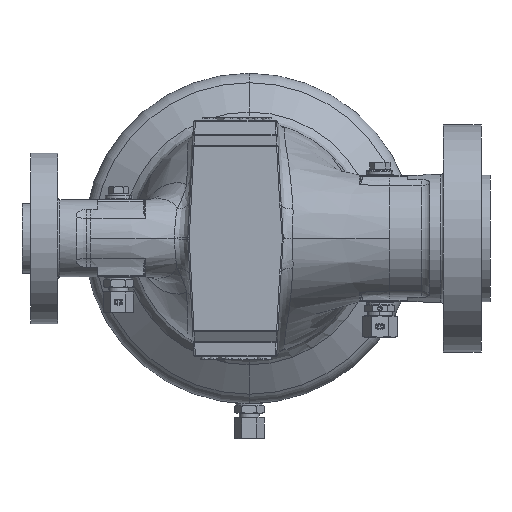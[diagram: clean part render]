
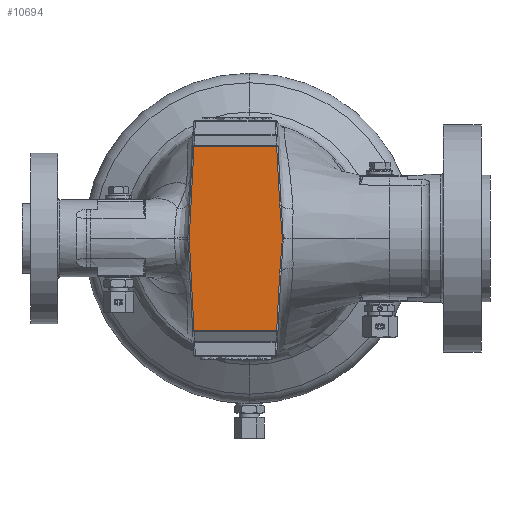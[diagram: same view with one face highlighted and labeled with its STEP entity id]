
A CAD part, front view. The second image highlights one B-rep face of the part: STEP entity #10694.
In plain terms, the highlighted planar face has unit normal (0, -1, 0).
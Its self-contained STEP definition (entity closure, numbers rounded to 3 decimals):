
#40 = ORIENTED_EDGE ( 'NONE', *, *, #18749, .T. ) ;
#303 = EDGE_CURVE ( 'Defeature ausgef�hrt1_297+Defeature ausgef�hrt1_175+Defeature ausgef�hrt1_300+Defeature ausgef�hrt1_306', #48378, #11674, #5764, .T. ) ;
#478 = CARTESIAN_POINT ( 'NONE',  ( 23.02, -46., 16.159 ) ) ;
#927 = CARTESIAN_POINT ( 'NONE',  ( 22.156, -46., -25.75 ) ) ;
#2096 = VERTEX_POINT ( 'NONE', #45260 ) ;
#2117 = VERTEX_POINT ( 'NONE', #3922 ) ;
#2645 = CARTESIAN_POINT ( 'NONE',  ( 22.313, -46., 24.051 ) ) ;
#3479 = LINE ( 'NONE', #50510, #45002 ) ;
#3712 = CARTESIAN_POINT ( 'NONE',  ( 22.313, -46., 24.051 ) ) ;
#3922 = CARTESIAN_POINT ( 'NONE',  ( -43.481, -46., -0.471 ) ) ;
#4663 = DIRECTION ( 'NONE',  ( -1., 0., 0. ) ) ;
#5159 = CARTESIAN_POINT ( 'NONE',  ( 20.008, -46., 66.733 ) ) ;
#5446 = ORIENTED_EDGE ( 'NONE', *, *, #28172, .F. ) ;
#5473 = AXIS2_PLACEMENT_3D ( 'NONE', #31501, #43678, #6632 ) ;
#5764 = LINE ( 'NONE', #37679, #48609 ) ;
#6632 = DIRECTION ( 'NONE',  ( 0., 0., 1. ) ) ;
#7747 = VERTEX_POINT ( 'NONE', #45375 ) ;
#7969 = ORIENTED_EDGE ( 'NONE', *, *, #303, .T. ) ;
#8527 = CARTESIAN_POINT ( 'NONE',  ( -40., -46., -66.733 ) ) ;
#8537 = CIRCLE ( 'NONE', #5473, 9. ) ;
#8617 = CARTESIAN_POINT ( 'NONE',  ( 22.516, -46., 22.08 ) ) ;
#8939 = DIRECTION ( 'NONE',  ( 0.052, 0., 0.999 ) ) ;
#9891 = VECTOR ( 'NONE', #13045, 1000. ) ;
#9930 = DIRECTION ( 'NONE',  ( -0.052, 0., -0.999 ) ) ;
#10694 = ADVANCED_FACE ( 'Defeature ausgef�hrt1_297', ( #48590 ), #47942, .F. ) ;
#11382 = VERTEX_POINT ( 'NONE', #49636 ) ;
#11674 = VERTEX_POINT ( 'NONE', #27163 ) ;
#11890 = ORIENTED_EDGE ( 'NONE', *, *, #19493, .T. ) ;
#12858 = CARTESIAN_POINT ( 'NONE',  ( 22.112, -46., -26.601 ) ) ;
#13039 = CARTESIAN_POINT ( 'NONE',  ( 22.313, -46., -24.051 ) ) ;
#13045 = DIRECTION ( 'NONE',  ( -0.052, 0., 0.999 ) ) ;
#13547 = VERTEX_POINT ( 'NONE', #46175 ) ;
#13756 = LINE ( 'NONE', #8527, #37137 ) ;
#14549 = VERTEX_POINT ( 'NONE', #27557 ) ;
#15660 = CARTESIAN_POINT ( 'NONE',  ( 23.17, -46., 14.184 ) ) ;
#16074 = LINE ( 'NONE', #46655, #42721 ) ;
#16165 = CARTESIAN_POINT ( 'NONE',  ( 24.056, -46., 0.344 ) ) ;
#16641 = ORIENTED_EDGE ( 'NONE', *, *, #44923, .T. ) ;
#16923 = CARTESIAN_POINT ( 'NONE',  ( 23.595, -46., 8.256 ) ) ;
#17217 = CARTESIAN_POINT ( 'NONE',  ( 22.112, -46., 26.601 ) ) ;
#17263 = CARTESIAN_POINT ( 'NONE',  ( 23.595, -46., -8.256 ) ) ;
#17322 = EDGE_CURVE ( 'Defeature ausgef�hrt1_297+Defeature ausgef�hrt1_309+Defeature ausgef�hrt1_323+Defeature ausgef�hrt1_296', #48071, #7747, #24149, .T. ) ;
#17724 = B_SPLINE_CURVE_WITH_KNOTS ( 'NONE', 3,
 ( #16165, #52580, #36359, #32013 ),
 .UNSPECIFIED., .F., .F.,
 ( 4, 4 ),
 ( 0., 0.001 ),
 .UNSPECIFIED. ) ;
#18337 = VERTEX_POINT ( 'NONE', #26189 ) ;
#18554 = CARTESIAN_POINT ( 'NONE',  ( -40., -46., -67.5 ) ) ;
#18749 = EDGE_CURVE ( 'Defeature ausgef�hrt1_297+Defeature ausgef�hrt1_176+Defeature ausgef�hrt1_274+Defeature ausgef�hrt1_280', #13547, #2096, #13756, .T. ) ;
#19493 = EDGE_CURVE ( 'Defeature ausgef�hrt1_297+Defeature ausgef�hrt1_300+Defeature ausgef�hrt1_335+Defeature ausgef�hrt1_175', #45629, #48378, #46215, .T. ) ;
#21273 = CARTESIAN_POINT ( 'NONE',  ( 23.17, -46., -14.184 ) ) ;
#21627 = B_SPLINE_CURVE_WITH_KNOTS ( 'NONE', 3,
 ( #2645, #27843, #23828, #52787 ),
 .UNSPECIFIED., .F., .F.,
 ( 4, 4 ),
 ( 0., 0.003 ),
 .UNSPECIFIED. ) ;
#21855 = AXIS2_PLACEMENT_3D ( 'NONE', #18554, #26754, #47594 ) ;
#23828 = CARTESIAN_POINT ( 'NONE',  ( 22.156, -46., 25.75 ) ) ;
#23944 = ORIENTED_EDGE ( 'NONE', *, *, #17322, .T. ) ;
#24149 = B_SPLINE_CURVE_WITH_KNOTS ( 'NONE', 3,
 ( #45073, #49376, #25268, #33655, #21273, #17263, #34018, #38149 ),
 .UNSPECIFIED., .F., .F.,
 ( 4, 2, 2, 4 ),
 ( 0., 0.006, 0.012, 0.024 ),
 .UNSPECIFIED. ) ;
#25268 = CARTESIAN_POINT ( 'NONE',  ( 22.692, -46., -20.107 ) ) ;
#26189 = CARTESIAN_POINT ( 'NONE',  ( 22.112, -46., -26.601 ) ) ;
#26754 = DIRECTION ( 'NONE',  ( 0., 1., 0. ) ) ;
#27163 = CARTESIAN_POINT ( 'NONE',  ( -40.008, -46., 66.733 ) ) ;
#27376 = ORIENTED_EDGE ( 'NONE', *, *, #47771, .T. ) ;
#27557 = CARTESIAN_POINT ( 'NONE',  ( 22.313, -46., 24.051 ) ) ;
#27843 = CARTESIAN_POINT ( 'NONE',  ( 22.225, -46., 24.9 ) ) ;
#28172 = EDGE_CURVE ( 'Defeature ausgef�hrt1_296+Defeature ausgef�hrt1_297+Defeature ausgef�hrt1_333+Defeature ausgef�hrt1_309', #39834, #7747, #17724, .T. ) ;
#28610 = ORIENTED_EDGE ( 'NONE', *, *, #42147, .T. ) ;
#28875 = EDGE_CURVE ( 'Defeature ausgef�hrt1_297+Defeature ausgef�hrt1_306+Defeature ausgef�hrt1_175+Defeature ausgef�hrt1_259', #11674, #11382, #3479, .T. ) ;
#29480 = CARTESIAN_POINT ( 'NONE',  ( 23.843, -46., 4.301 ) ) ;
#29554 = ORIENTED_EDGE ( 'NONE', *, *, #51610, .F. ) ;
#30335 = CARTESIAN_POINT ( 'NONE',  ( 26.86, -46., -63.996 ) ) ;
#31447 = EDGE_CURVE ( 'Defeature ausgef�hrt1_297+Defeature ausgef�hrt1_280+Defeature ausgef�hrt1_176+Defeature ausgef�hrt1_323', #2096, #18337, #16074, .T. ) ;
#31501 = CARTESIAN_POINT ( 'NONE',  ( -34.493, -46., 0. ) ) ;
#31898 = CARTESIAN_POINT ( 'NONE',  ( 22.313, -46., -24.051 ) ) ;
#32013 = CARTESIAN_POINT ( 'NONE',  ( 24.056, -46., -0.344 ) ) ;
#33655 = CARTESIAN_POINT ( 'NONE',  ( 23.02, -46., -16.159 ) ) ;
#33746 = LINE ( 'NONE', #44282, #35044 ) ;
#34018 = CARTESIAN_POINT ( 'NONE',  ( 23.843, -46., -4.301 ) ) ;
#35044 = VECTOR ( 'NONE', #43759, 1000. ) ;
#36359 = CARTESIAN_POINT ( 'NONE',  ( 24.069, -46., -0.115 ) ) ;
#37137 = VECTOR ( 'NONE', #37548, 1000. ) ;
#37548 = DIRECTION ( 'NONE',  ( 1., 0., 0. ) ) ;
#37679 = CARTESIAN_POINT ( 'NONE',  ( -40.97, -46., 66.733 ) ) ;
#38149 = CARTESIAN_POINT ( 'NONE',  ( 24.056, -46., -0.344 ) ) ;
#38447 = CARTESIAN_POINT ( 'NONE',  ( 22.225, -46., -24.9 ) ) ;
#39591 = ORIENTED_EDGE ( 'NONE', *, *, #28875, .T. ) ;
#39834 = VERTEX_POINT ( 'NONE', #52517 ) ;
#42147 = EDGE_CURVE ( 'Defeature ausgef�hrt1_297+Defeature ausgef�hrt1_274+Defeature ausgef�hrt1_259+Defeature ausgef�hrt1_176', #2117, #13547, #33746, .T. ) ;
#42721 = VECTOR ( 'NONE', #8939, 1000. ) ;
#43599 = B_SPLINE_CURVE_WITH_KNOTS ( 'NONE', 3,
 ( #12858, #927, #38447, #13039 ),
 .UNSPECIFIED., .F., .F.,
 ( 4, 4 ),
 ( 0., 0.003 ),
 .UNSPECIFIED. ) ;
#43678 = DIRECTION ( 'NONE',  ( 0., 1., 0. ) ) ;
#43759 = DIRECTION ( 'NONE',  ( 0.052, 0., -0.999 ) ) ;
#44282 = CARTESIAN_POINT ( 'NONE',  ( -39.971, -46., -67.448 ) ) ;
#44923 = EDGE_CURVE ( 'Defeature ausgef�hrt1_297+Defeature ausgef�hrt1_333+Defeature ausgef�hrt1_296+Defeature ausgef�hrt1_335', #39834, #14549, #46029, .T. ) ;
#45002 = VECTOR ( 'NONE', #9930, 1000. ) ;
#45073 = CARTESIAN_POINT ( 'NONE',  ( 22.313, -46., -24.051 ) ) ;
#45260 = CARTESIAN_POINT ( 'NONE',  ( 20.008, -46., -66.733 ) ) ;
#45375 = CARTESIAN_POINT ( 'NONE',  ( 24.056, -46., -0.344 ) ) ;
#45629 = VERTEX_POINT ( 'NONE', #17217 ) ;
#46029 = B_SPLINE_CURVE_WITH_KNOTS ( 'NONE', 3,
 ( #46136, #29480, #16923, #15660, #478, #52796, #8617, #3712 ),
 .UNSPECIFIED., .F., .F.,
 ( 4, 2, 2, 4 ),
 ( 0., 0.012, 0.018, 0.024 ),
 .UNSPECIFIED. ) ;
#46136 = CARTESIAN_POINT ( 'NONE',  ( 24.056, -46., 0.344 ) ) ;
#46175 = CARTESIAN_POINT ( 'NONE',  ( -40.008, -46., -66.733 ) ) ;
#46215 = LINE ( 'NONE', #30335, #9891 ) ;
#46655 = CARTESIAN_POINT ( 'NONE',  ( 19.804, -46., -70.634 ) ) ;
#47594 = DIRECTION ( 'NONE',  ( 0., 0., 1. ) ) ;
#47682 = EDGE_CURVE ( 'Defeature ausgef�hrt1_297+Defeature ausgef�hrt1_335+Defeature ausgef�hrt1_333+Defeature ausgef�hrt1_300', #14549, #45629, #21627, .T. ) ;
#47771 = EDGE_CURVE ( 'Defeature ausgef�hrt1_297+Defeature ausgef�hrt1_323+Defeature ausgef�hrt1_280+Defeature ausgef�hrt1_309', #18337, #48071, #43599, .T. ) ;
#47942 = PLANE ( 'NONE',  #21855 ) ;
#48071 = VERTEX_POINT ( 'NONE', #31898 ) ;
#48378 = VERTEX_POINT ( 'NONE', #5159 ) ;
#48590 = FACE_OUTER_BOUND ( 'NONE', #48852, .T. ) ;
#48609 = VECTOR ( 'NONE', #4663, 1000. ) ;
#48852 = EDGE_LOOP ( 'NONE', ( #29554, #28610, #40, #53165, #27376, #23944, #5446, #16641, #49680, #11890, #7969, #39591 ) ) ;
#49376 = CARTESIAN_POINT ( 'NONE',  ( 22.516, -46., -22.08 ) ) ;
#49636 = CARTESIAN_POINT ( 'NONE',  ( -43.481, -46., 0.471 ) ) ;
#49680 = ORIENTED_EDGE ( 'NONE', *, *, #47682, .T. ) ;
#50510 = CARTESIAN_POINT ( 'NONE',  ( -43.508, -46., -0.052 ) ) ;
#51610 = EDGE_CURVE ( 'Defeature ausgef�hrt1_259+Defeature ausgef�hrt1_297+Defeature ausgef�hrt1_274+Defeature ausgef�hrt1_306', #2117, #11382, #8537, .T. ) ;
#52517 = CARTESIAN_POINT ( 'NONE',  ( 24.056, -46., 0.344 ) ) ;
#52580 = CARTESIAN_POINT ( 'NONE',  ( 24.069, -46., 0.115 ) ) ;
#52787 = CARTESIAN_POINT ( 'NONE',  ( 22.112, -46., 26.601 ) ) ;
#52796 = CARTESIAN_POINT ( 'NONE',  ( 22.692, -46., 20.107 ) ) ;
#53165 = ORIENTED_EDGE ( 'NONE', *, *, #31447, .T. ) ;
